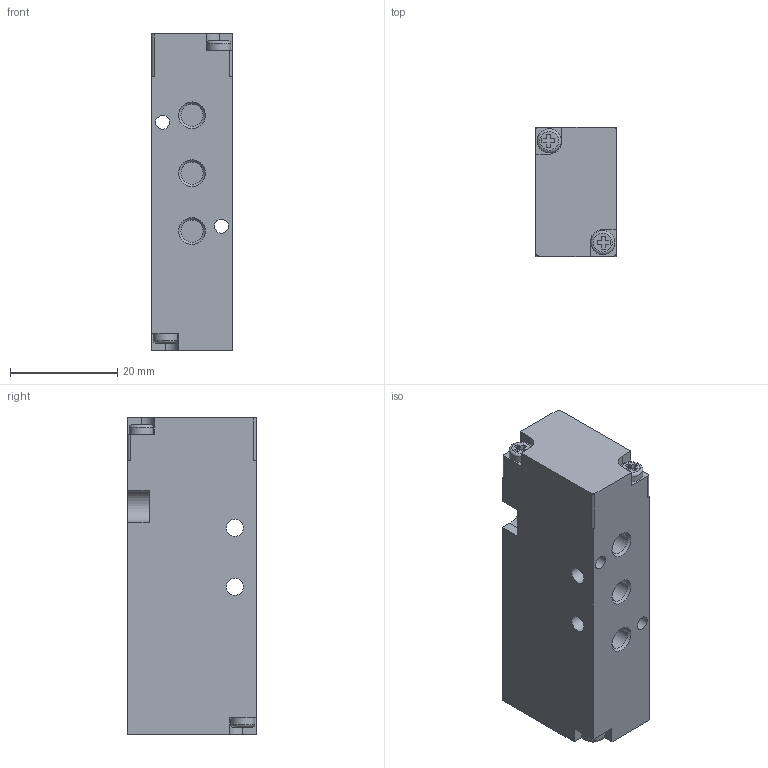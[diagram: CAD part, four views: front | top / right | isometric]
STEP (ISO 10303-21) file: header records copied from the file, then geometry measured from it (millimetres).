
FILE_DESCRIPTION( ( 'STEP AP203' ), '1' );
FILE_NAME( 'MVAA-150-4A1.stp', '2020-07-27T12:48:57', ( 'License CC BY-ND 4.0' ), ( 'CADENAS' ), ' ', 'PARTsolutions', ' ' );
FILE_SCHEMA( ( 'CONFIG_CONTROL_DESIGN' ) );
Length unit declared in the file: millimetre
Products named in the file (1): _MVAA-150-4A1
Bounding box: 15 x 24 x 59 mm (x, y, z)
Volume: 19831 mm3; surface area: 6619.9 mm2
Topology: 1 solids, 1 shells, 130 faces, 330 edges, 216 vertices
Faces by surface type: plane 90, cylinder 24, cone 12, torus 4
Full cylindrical faces by diameter (mm): 2.6 x2, 3.2 x2, 4.134 x6, 4.5 x4
Entity records: 3756 total; most frequent: CARTESIAN_POINT 639, DIRECTION 622, ORIENTED_EDGE 592, EDGE_CURVE 296, LINE 232, VECTOR 232, VERTEX_POINT 212, AXIS2_PLACEMENT_3D 195
